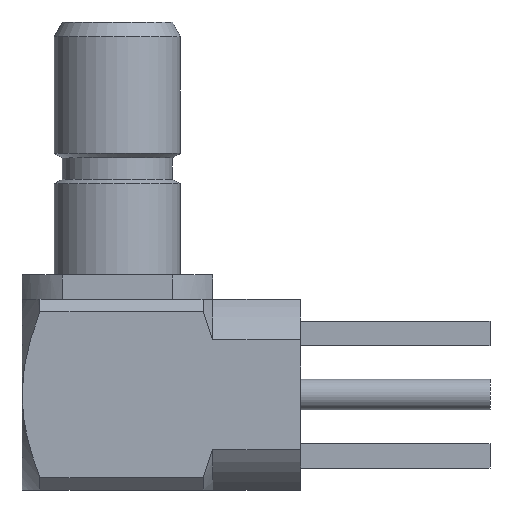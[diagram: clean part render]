
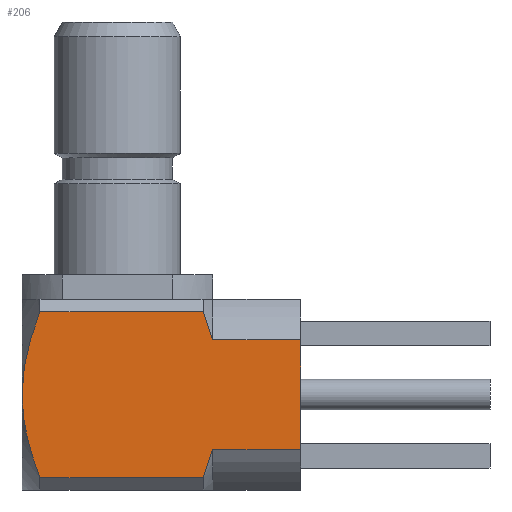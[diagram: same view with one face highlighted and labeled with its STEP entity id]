
A CAD part, left-side view. The second image highlights one B-rep face of the part: STEP entity #206.
In plain terms, the highlighted planar face has unit normal (-1, 0, 0).
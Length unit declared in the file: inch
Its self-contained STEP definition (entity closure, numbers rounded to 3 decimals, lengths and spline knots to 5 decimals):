
#18 = ORIENTED_EDGE ( 'NONE', *, *, #1354, .F. ) ;
#40 = ORIENTED_EDGE ( 'NONE', *, *, #500, .F. ) ;
#69 = CARTESIAN_POINT ( 'NONE',  ( -0.078, 0.07763, 0.01013 ) ) ;
#82 = VECTOR ( 'NONE', #1449, 39.37008 ) ;
#83 = B_SPLINE_CURVE_WITH_KNOTS ( 'NONE', 3,
 ( #941, #2035, #1643, #69, #973, #451, #1651, #1146, #1678, #426, #930, #761, #804, #1509, #769, #2219, #1095 ),
 .UNSPECIFIED., .F., .F.,
 ( 4, 2, 2, 2, 2, 1, 2, 2, 4 ),
 ( 0., 0.125, 0.1875, 0.25, 0.375, 0.4375, 0.46875, 0.5, 1. ),
 .UNSPECIFIED. ) ;
#119 = CARTESIAN_POINT ( 'NONE',  ( -0.078, 0.07504, -0.02887 ) ) ;
#146 = CARTESIAN_POINT ( 'NONE',  ( -0.078, 0.078, -0.00586 ) ) ;
#155 = CARTESIAN_POINT ( 'NONE',  ( -0.078, 0.06554, -0.06206 ) ) ;
#206 = ADVANCED_FACE ( 'NONE', ( #499 ), #1740, .F. ) ;
#225 = ORIENTED_EDGE ( 'NONE', *, *, #906, .F. ) ;
#249 = LINE ( 'NONE', #257, #82 ) ;
#251 = DIRECTION ( 'NONE',  ( 0., 0., -1. ) ) ;
#257 = CARTESIAN_POINT ( 'NONE',  ( -0.078, 1.46324, 0.0449 ) ) ;
#270 = VERTEX_POINT ( 'NONE', #391 ) ;
#299 = VECTOR ( 'NONE', #2162, 39.37008 ) ;
#316 = CARTESIAN_POINT ( 'NONE',  ( -0.078, 0.0765, -0.02033 ) ) ;
#335 = CARTESIAN_POINT ( 'NONE',  ( -0.078, 0.07763, -0.0116 ) ) ;
#355 = CARTESIAN_POINT ( 'NONE',  ( -0.078, -0.15, -0.0449 ) ) ;
#391 = CARTESIAN_POINT ( 'NONE',  ( -0.078, -0.078, -0.0449 ) ) ;
#426 = CARTESIAN_POINT ( 'NONE',  ( -0.078, 0.07532, 0.02734 ) ) ;
#436 = LINE ( 'NONE', #751, #299 ) ;
#451 = CARTESIAN_POINT ( 'NONE',  ( -0.078, 0.07724, 0.01449 ) ) ;
#464 = CARTESIAN_POINT ( 'NONE',  ( -0.078, 0.07262, -0.03928 ) ) ;
#491 = B_SPLINE_CURVE_WITH_KNOTS ( 'NONE', 3,
 ( #860, #155, #1542, #827, #1532, #1359, #464, #849, #1157, #1865, #508, #119, #1912, #1181, #316, #1716, #335, #146, #837 ),
 .UNSPECIFIED., .F., .F.,
 ( 4, 2, 2, 1, 2, 2, 2, 2, 2, 4 ),
 ( 0., 0.25, 0.375, 0.4375, 0.46875, 0.5, 0.625, 0.6875, 0.75, 1. ),
 .UNSPECIFIED. ) ;
#499 = FACE_OUTER_BOUND ( 'NONE', #1241, .T. ) ;
#500 = EDGE_CURVE ( 'NONE', #754, #270, #436, .T. ) ;
#508 = CARTESIAN_POINT ( 'NONE',  ( -0.078, 0.07444, -0.03174 ) ) ;
#542 = EDGE_CURVE ( 'NONE', #270, #1357, #2029, .T. ) ;
#569 = LINE ( 'NONE', #2113, #2078 ) ;
#649 = CARTESIAN_POINT ( 'NONE',  ( -0.078, 0.078, 0.078 ) ) ;
#665 = ORIENTED_EDGE ( 'NONE', *, *, #1278, .F. ) ;
#689 = ORIENTED_EDGE ( 'NONE', *, *, #542, .F. ) ;
#732 = CARTESIAN_POINT ( 'NONE',  ( -0.078, 0.06329, 0.068 ) ) ;
#751 = CARTESIAN_POINT ( 'NONE',  ( -0.078, 1.46324, -0.0449 ) ) ;
#754 = VERTEX_POINT ( 'NONE', #355 ) ;
#759 = EDGE_CURVE ( 'NONE', #990, #1357, #1039, .T. ) ;
#761 = CARTESIAN_POINT ( 'NONE',  ( -0.078, 0.07444, 0.03163 ) ) ;
#769 = CARTESIAN_POINT ( 'NONE',  ( -0.078, 0.07132, 0.04509 ) ) ;
#776 = VECTOR ( 'NONE', #2124, 39.37008 ) ;
#782 = CARTESIAN_POINT ( 'NONE',  ( -0.078, -0.07588, -0.05226 ) ) ;
#789 = CARTESIAN_POINT ( 'NONE',  ( -0.078, -0.078, 0.0449 ) ) ;
#792 = LINE ( 'NONE', #1107, #919 ) ;
#804 = CARTESIAN_POINT ( 'NONE',  ( -0.078, 0.07412, 0.03308 ) ) ;
#827 = CARTESIAN_POINT ( 'NONE',  ( -0.078, 0.07016, -0.04804 ) ) ;
#837 = CARTESIAN_POINT ( 'NONE',  ( -0.078, 0.078, 0. ) ) ;
#849 = CARTESIAN_POINT ( 'NONE',  ( -0.078, 0.07312, -0.0373 ) ) ;
#860 = CARTESIAN_POINT ( 'NONE',  ( -0.078, 0.06329, -0.068 ) ) ;
#866 = CARTESIAN_POINT ( 'NONE',  ( -0.078, -0.06627, -0.068 ) ) ;
#875 = DIRECTION ( 'NONE',  ( 0., 1., 0. ) ) ;
#906 = EDGE_CURVE ( 'NONE', #1365, #754, #792, .T. ) ;
#919 = VECTOR ( 'NONE', #251, 39.37008 ) ;
#921 = ORIENTED_EDGE ( 'NONE', *, *, #759, .T. ) ;
#930 = CARTESIAN_POINT ( 'NONE',  ( -0.078, 0.0749, 0.02948 ) ) ;
#941 = CARTESIAN_POINT ( 'NONE',  ( -0.078, 0.078, 0. ) ) ;
#967 = CARTESIAN_POINT ( 'NONE',  ( -0.078, -0.07022, 0.068 ) ) ;
#973 = CARTESIAN_POINT ( 'NONE',  ( -0.078, 0.07751, 0.01158 ) ) ;
#977 = CARTESIAN_POINT ( 'NONE',  ( -0.078, -0.15, 0.0449 ) ) ;
#990 = VERTEX_POINT ( 'NONE', #1333 ) ;
#1039 = LINE ( 'NONE', #866, #776 ) ;
#1088 = VERTEX_POINT ( 'NONE', #1549 ) ;
#1095 = CARTESIAN_POINT ( 'NONE',  ( -0.078, 0.06329, 0.068 ) ) ;
#1107 = CARTESIAN_POINT ( 'NONE',  ( -0.078, -0.15, 0.078 ) ) ;
#1146 = CARTESIAN_POINT ( 'NONE',  ( -0.078, 0.07653, 0.02025 ) ) ;
#1157 = CARTESIAN_POINT ( 'NONE',  ( -0.078, 0.07344, -0.03598 ) ) ;
#1181 = CARTESIAN_POINT ( 'NONE',  ( -0.078, 0.07606, -0.02317 ) ) ;
#1241 = EDGE_LOOP ( 'NONE', ( #18, #1456, #2200, #1949, #921, #689, #40, #225, #665 ) ) ;
#1278 = EDGE_CURVE ( 'NONE', #1432, #1365, #249, .T. ) ;
#1301 = VERTEX_POINT ( 'NONE', #732 ) ;
#1333 = CARTESIAN_POINT ( 'NONE',  ( -0.078, 0.06329, -0.068 ) ) ;
#1354 = EDGE_CURVE ( 'NONE', #1088, #1432, #2236, .T. ) ;
#1357 = VERTEX_POINT ( 'NONE', #1846 ) ;
#1359 = CARTESIAN_POINT ( 'NONE',  ( -0.078, 0.07208, -0.04129 ) ) ;
#1365 = VERTEX_POINT ( 'NONE', #977 ) ;
#1384 = DIRECTION ( 'NONE',  ( 1., 0., 0. ) ) ;
#1432 = VERTEX_POINT ( 'NONE', #789 ) ;
#1449 = DIRECTION ( 'NONE',  ( 0., -1., 0. ) ) ;
#1456 = ORIENTED_EDGE ( 'NONE', *, *, #1894, .T. ) ;
#1473 = CARTESIAN_POINT ( 'NONE',  ( -0.078, -0.078, -0.0449 ) ) ;
#1490 = CARTESIAN_POINT ( 'NONE',  ( -0.078, -0.07329, -0.05992 ) ) ;
#1509 = CARTESIAN_POINT ( 'NONE',  ( -0.078, 0.07394, 0.03387 ) ) ;
#1532 = CARTESIAN_POINT ( 'NONE',  ( -0.078, 0.07097, -0.04532 ) ) ;
#1542 = CARTESIAN_POINT ( 'NONE',  ( -0.078, 0.06754, -0.05634 ) ) ;
#1549 = CARTESIAN_POINT ( 'NONE',  ( -0.078, -0.07022, 0.068 ) ) ;
#1643 = CARTESIAN_POINT ( 'NONE',  ( -0.078, 0.07791, 0.00579 ) ) ;
#1651 = CARTESIAN_POINT ( 'NONE',  ( -0.078, 0.07707, 0.01601 ) ) ;
#1661 = EDGE_CURVE ( 'NONE', #2141, #1301, #83, .T. ) ;
#1678 = CARTESIAN_POINT ( 'NONE',  ( -0.078, 0.0761, 0.02307 ) ) ;
#1682 = CARTESIAN_POINT ( 'NONE',  ( -0.078, -0.078, 0.0449 ) ) ;
#1716 = CARTESIAN_POINT ( 'NONE',  ( -0.078, 0.07669, -0.01898 ) ) ;
#1740 = PLANE ( 'NONE',  #1921 ) ;
#1776 = EDGE_CURVE ( 'NONE', #990, #2141, #491, .T. ) ;
#1846 = CARTESIAN_POINT ( 'NONE',  ( -0.078, -0.07022, -0.068 ) ) ;
#1865 = CARTESIAN_POINT ( 'NONE',  ( -0.078, 0.07358, -0.03539 ) ) ;
#1894 = EDGE_CURVE ( 'NONE', #1088, #1301, #569, .T. ) ;
#1899 = CARTESIAN_POINT ( 'NONE',  ( -0.078, 0.078, 0. ) ) ;
#1912 = CARTESIAN_POINT ( 'NONE',  ( -0.078, 0.07582, -0.02459 ) ) ;
#1921 = AXIS2_PLACEMENT_3D ( 'NONE', #649, #1384, #2095 ) ;
#1949 = ORIENTED_EDGE ( 'NONE', *, *, #1776, .F. ) ;
#2029 = B_SPLINE_CURVE_WITH_KNOTS ( 'NONE', 3,
 ( #1473, #782, #1490, #2197 ),
 .UNSPECIFIED., .F., .F.,
 ( 4, 4 ),
 ( 0., 1. ),
 .UNSPECIFIED. ) ;
#2035 = CARTESIAN_POINT ( 'NONE',  ( -0.078, 0.078, 0.00291 ) ) ;
#2054 = CARTESIAN_POINT ( 'NONE',  ( -0.078, -0.07588, 0.05226 ) ) ;
#2078 = VECTOR ( 'NONE', #875, 39.37008 ) ;
#2095 = DIRECTION ( 'NONE',  ( 0., -1., 0. ) ) ;
#2113 = CARTESIAN_POINT ( 'NONE',  ( -0.078, 0.078, 0.068 ) ) ;
#2124 = DIRECTION ( 'NONE',  ( 0., -1., 0. ) ) ;
#2141 = VERTEX_POINT ( 'NONE', #1899 ) ;
#2162 = DIRECTION ( 'NONE',  ( 0., 1., 0. ) ) ;
#2197 = CARTESIAN_POINT ( 'NONE',  ( -0.078, -0.07022, -0.068 ) ) ;
#2200 = ORIENTED_EDGE ( 'NONE', *, *, #1661, .F. ) ;
#2201 = CARTESIAN_POINT ( 'NONE',  ( -0.078, -0.07329, 0.05992 ) ) ;
#2219 = CARTESIAN_POINT ( 'NONE',  ( -0.078, 0.06782, 0.05606 ) ) ;
#2236 = B_SPLINE_CURVE_WITH_KNOTS ( 'NONE', 3,
 ( #967, #2201, #2054, #1682 ),
 .UNSPECIFIED., .F., .F.,
 ( 4, 4 ),
 ( 0., 1. ),
 .UNSPECIFIED. ) ;
